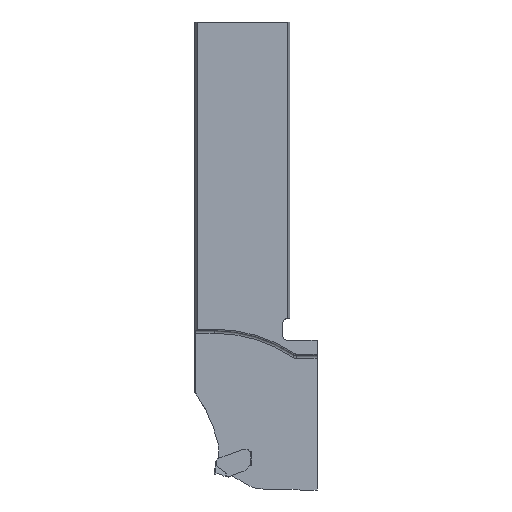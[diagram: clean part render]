
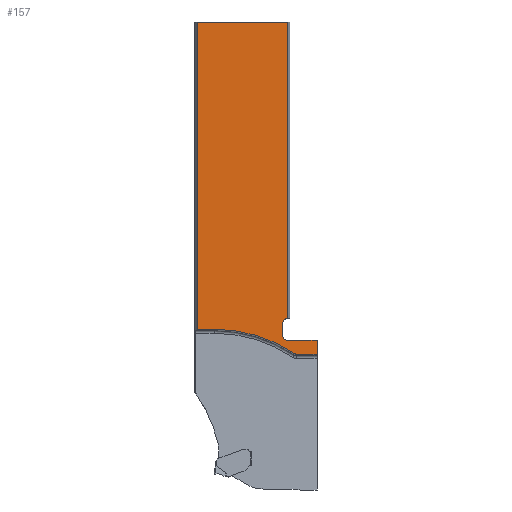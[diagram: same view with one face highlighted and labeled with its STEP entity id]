
A CAD part, left-side view. The second image highlights one B-rep face of the part: STEP entity #157.
In plain terms, the highlighted planar face has unit normal (-1, 0, 0).
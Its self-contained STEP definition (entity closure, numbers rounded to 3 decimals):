
#157=ADVANCED_FACE('SHANKHEAD_FACE_RIGHT',(#279),#237,.T.);
#237=PLANE('',#1705);
#279=FACE_OUTER_BOUND('',#359,.T.);
#359=EDGE_LOOP('',(#559,#560,#561,#562,#563,#564,#565,#566,#567,#568,#569,
#570,#571));
#445=CIRCLE('',#1702,46.536);
#446=CIRCLE('',#1703,1.5);
#447=CIRCLE('',#1704,1.5);
#479=B_SPLINE_CURVE_WITH_KNOTS('',3,(#2372,#2373,#2374,#2375,#2376,#2377,
#2378),.UNSPECIFIED.,.F.,.F.,(4,3,4),(0.,0.5,1.),
 .UNSPECIFIED.);
#559=ORIENTED_EDGE('',*,*,#1153,.F.);
#560=ORIENTED_EDGE('',*,*,#1154,.F.);
#561=ORIENTED_EDGE('',*,*,#1155,.T.);
#562=ORIENTED_EDGE('',*,*,#1156,.F.);
#563=ORIENTED_EDGE('',*,*,#1145,.T.);
#564=ORIENTED_EDGE('',*,*,#1157,.T.);
#565=ORIENTED_EDGE('',*,*,#1158,.T.);
#566=ORIENTED_EDGE('',*,*,#1159,.T.);
#567=ORIENTED_EDGE('',*,*,#1160,.T.);
#568=ORIENTED_EDGE('',*,*,#1161,.T.);
#569=ORIENTED_EDGE('',*,*,#1162,.T.);
#570=ORIENTED_EDGE('',*,*,#1163,.T.);
#571=ORIENTED_EDGE('',*,*,#1164,.F.);
#994=VERTEX_POINT('',#2352);
#995=VERTEX_POINT('',#2353);
#1000=VERTEX_POINT('',#2368);
#1001=VERTEX_POINT('',#2369);
#1002=VERTEX_POINT('',#2371);
#1003=VERTEX_POINT('',#2379);
#1004=VERTEX_POINT('',#2382);
#1005=VERTEX_POINT('',#2384);
#1006=VERTEX_POINT('',#2386);
#1007=VERTEX_POINT('',#2388);
#1008=VERTEX_POINT('',#2390);
#1009=VERTEX_POINT('',#2392);
#1010=VERTEX_POINT('',#2394);
#1145=EDGE_CURVE('',#994,#995,#1358,.T.);
#1153=EDGE_CURVE('',#1000,#1001,#1365,.T.);
#1154=EDGE_CURVE('',#1002,#1000,#445,.T.);
#1155=EDGE_CURVE('',#1002,#1003,#479,.T.);
#1156=EDGE_CURVE('',#994,#1003,#1366,.T.);
#1157=EDGE_CURVE('',#995,#1004,#1367,.T.);
#1158=EDGE_CURVE('',#1004,#1005,#446,.T.);
#1159=EDGE_CURVE('',#1005,#1006,#1368,.T.);
#1160=EDGE_CURVE('',#1006,#1007,#447,.T.);
#1161=EDGE_CURVE('',#1007,#1008,#1369,.T.);
#1162=EDGE_CURVE('',#1008,#1009,#1370,.T.);
#1163=EDGE_CURVE('',#1009,#1010,#1371,.T.);
#1164=EDGE_CURVE('',#1001,#1010,#1372,.T.);
#1358=LINE('',#2351,#1496);
#1365=LINE('',#2367,#1503);
#1366=LINE('',#2380,#1504);
#1367=LINE('',#2381,#1505);
#1368=LINE('',#2385,#1506);
#1369=LINE('',#2389,#1507);
#1370=LINE('',#2391,#1508);
#1371=LINE('',#2393,#1509);
#1372=LINE('',#2395,#1510);
#1496=VECTOR('',#1877,1.);
#1503=VECTOR('',#1890,1.);
#1504=VECTOR('',#1893,1.);
#1505=VECTOR('',#1894,1.);
#1506=VECTOR('',#1897,1.);
#1507=VECTOR('',#1900,1.);
#1508=VECTOR('',#1901,1.);
#1509=VECTOR('',#1902,1.);
#1510=VECTOR('',#1903,1.);
#1702=AXIS2_PLACEMENT_3D('',#2370,#1891,#1892);
#1703=AXIS2_PLACEMENT_3D('',#2383,#1895,#1896);
#1704=AXIS2_PLACEMENT_3D('',#2387,#1898,#1899);
#1705=AXIS2_PLACEMENT_3D('',#2396,#1904,#1905);
#1877=DIRECTION('',(0.,0.,1.));
#1890=DIRECTION('',(0.,1.,0.));
#1891=DIRECTION('',(-1.,0.,0.));
#1892=DIRECTION('',(0.,1.,0.));
#1893=DIRECTION('',(0.,1.,0.));
#1894=DIRECTION('',(0.,1.,0.));
#1895=DIRECTION('',(1.,0.,0.));
#1896=DIRECTION('',(0.,1.,0.));
#1897=DIRECTION('',(0.,0.,1.));
#1898=DIRECTION('',(1.,0.,0.));
#1899=DIRECTION('',(0.,1.,0.));
#1900=DIRECTION('',(0.,-1.,0.));
#1901=DIRECTION('',(0.,0.,1.));
#1902=DIRECTION('',(0.,1.,0.));
#1903=DIRECTION('',(0.,0.,1.));
#1904=DIRECTION('',(-1.,0.,0.));
#1905=DIRECTION('',(0.,1.,0.));
#2351=CARTESIAN_POINT('',(0.,-8.,0.));
#2352=CARTESIAN_POINT('',(0.,-8.,-106.464));
#2353=CARTESIAN_POINT('',(0.,-8.,-102.));
#2367=CARTESIAN_POINT('',(0.,39.3,-98.464));
#2368=CARTESIAN_POINT('',(0.,25.,-98.464));
#2369=CARTESIAN_POINT('',(0.,30.466,-98.464));
#2370=CARTESIAN_POINT('',(0.,25.,-145.));
#2371=CARTESIAN_POINT('',(0.,-0.846,-106.301));
#2372=CARTESIAN_POINT('',(0.,-0.846,-106.301));
#2373=CARTESIAN_POINT('',(0.,-0.924,-106.354));
#2374=CARTESIAN_POINT('',(0.,-1.012,-106.395));
#2375=CARTESIAN_POINT('',(0.,-1.102,-106.423));
#2376=CARTESIAN_POINT('',(0.,-1.192,-106.45));
#2377=CARTESIAN_POINT('',(0.,-1.288,-106.464));
#2378=CARTESIAN_POINT('',(0.,-1.382,-106.464));
#2379=CARTESIAN_POINT('',(0.,-1.382,-106.464));
#2380=CARTESIAN_POINT('',(0.,39.3,-106.464));
#2381=CARTESIAN_POINT('',(0.,39.3,-102.));
#2382=CARTESIAN_POINT('',(0.,1.5,-102.));
#2383=CARTESIAN_POINT('',(0.,1.5,-100.5));
#2384=CARTESIAN_POINT('',(0.,3.,-100.5));
#2385=CARTESIAN_POINT('',(0.,3.,0.));
#2386=CARTESIAN_POINT('',(0.,3.,-96.5));
#2387=CARTESIAN_POINT('',(0.,1.5,-96.5));
#2388=CARTESIAN_POINT('',(0.,1.5,-95.));
#2389=CARTESIAN_POINT('',(0.,39.3,-95.));
#2390=CARTESIAN_POINT('',(0.,1.434,-95.));
#2391=CARTESIAN_POINT('',(0.,1.434,-95.));
#2392=CARTESIAN_POINT('',(0.,1.434,0.));
#2393=CARTESIAN_POINT('',(0.,39.3,0.));
#2394=CARTESIAN_POINT('',(0.,30.466,0.));
#2395=CARTESIAN_POINT('',(0.,30.466,-168.3));
#2396=CARTESIAN_POINT('',(0.,39.3,0.));
